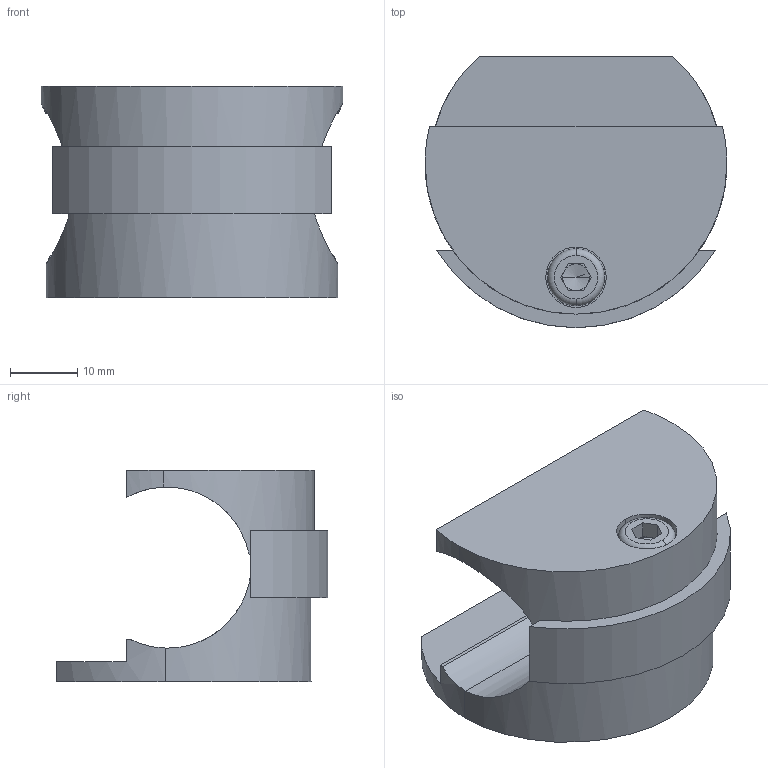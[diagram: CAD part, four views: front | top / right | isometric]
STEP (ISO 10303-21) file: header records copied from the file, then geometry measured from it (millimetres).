
FILE_DESCRIPTION (( 'STEP AP203' ), '1' );
FILE_NAME ('60824-240.STEP', '2019-05-13T13:09:41', ( '' ), ( '' ), 'SwSTEP 2.0', 'SolidWorks 2015', '' );
FILE_SCHEMA (( 'CONFIG_CONTROL_DESIGN' ));
Length unit declared in the file: millimetre
Products named in the file (5): 60824-240; 60824-240 Teil2_60824-240 Teil2; 60824-240 Teil1_60824-240 Teil1; DIN 912 M5x20_DIN 912 M5x20; 60824-240 Teil3_60824-240 Teil3
Assembly tree (4 placements, depth 2):
  60824-240
    60824-240 Teil1_60824-240 Teil1
    60824-240 Teil2_60824-240 Teil2
    60824-240 Teil3_60824-240 Teil3
    DIN 912 M5x20_DIN 912 M5x20
Bounding box: 45 x 40.5 x 31.5 mm (x, y, z)
Volume: 17568.8 mm3; surface area: 10042.4 mm2
Topology: 4 solids, 4 shells, 303 faces, 790 edges, 521 vertices
Faces by surface type: plane 159, bspline 104, cylinder 28, cone 10, torus 2
Entity records: 15759 total; most frequent: CARTESIAN_POINT 8463, ORIENTED_EDGE 1576, DIRECTION 1052, EDGE_CURVE 788, VERTEX_POINT 521, VECTOR 492, LINE 492, EDGE_LOOP 339
